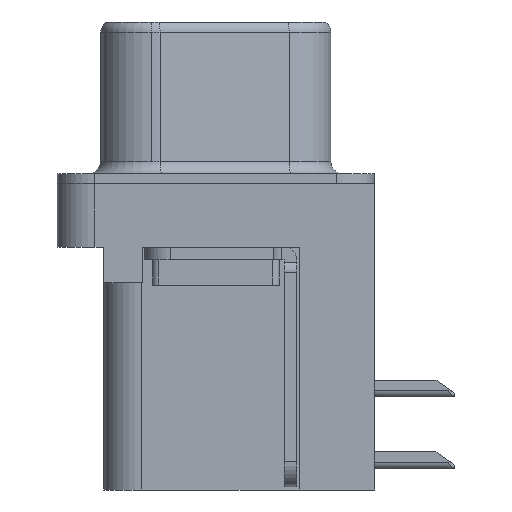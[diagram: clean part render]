
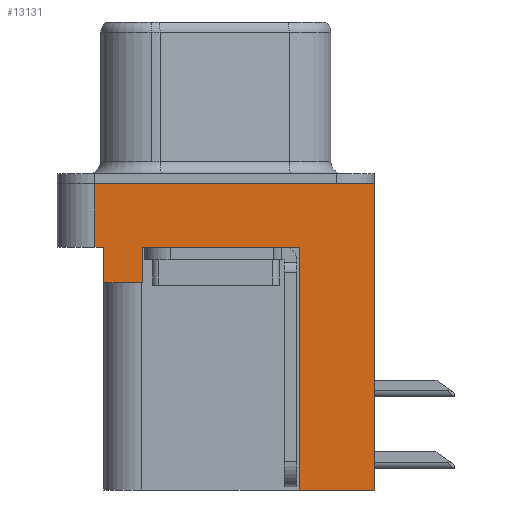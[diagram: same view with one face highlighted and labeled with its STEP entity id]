
A CAD part, left-side view. The second image highlights one B-rep face of the part: STEP entity #13131.
In plain terms, the highlighted planar face has unit normal (-1, 0, 0).
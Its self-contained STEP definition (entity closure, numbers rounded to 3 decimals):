
#117 = ORIENTED_EDGE ( 'NONE', *, *, #18808, .F. ) ;
#1127 = CARTESIAN_POINT ( 'NONE',  ( -2.935, 4.425, -3.9 ) ) ;
#1195 = LINE ( 'NONE', #11465, #13528 ) ;
#1313 = CARTESIAN_POINT ( 'NONE',  ( -2.935, 4.775, -2.5 ) ) ;
#1408 = DIRECTION ( 'NONE',  ( 0., 0., 1. ) ) ;
#1618 = FACE_OUTER_BOUND ( 'NONE', #16659, .T. ) ;
#1869 = LINE ( 'NONE', #13307, #6817 ) ;
#2317 = VERTEX_POINT ( 'NONE', #7519 ) ;
#2435 = ORIENTED_EDGE ( 'NONE', *, *, #4395, .T. ) ;
#2699 = EDGE_CURVE ( 'NONE', #5123, #8441, #11326, .T. ) ;
#2978 = DIRECTION ( 'NONE',  ( 0., -1., 0. ) ) ;
#3443 = CARTESIAN_POINT ( 'NONE',  ( -2.935, -6.275, -12.1 ) ) ;
#3651 = CARTESIAN_POINT ( 'NONE',  ( -2.935, 2.895, -3.9 ) ) ;
#3670 = EDGE_CURVE ( 'NONE', #10618, #2317, #12106, .T. ) ;
#3848 = VECTOR ( 'NONE', #10306, 1000. ) ;
#4195 = EDGE_CURVE ( 'NONE', #13385, #5123, #12736, .T. ) ;
#4395 = EDGE_CURVE ( 'NONE', #10618, #14560, #1869, .T. ) ;
#4538 = ORIENTED_EDGE ( 'NONE', *, *, #3670, .F. ) ;
#4542 = DIRECTION ( 'NONE',  ( 0., 0., 1. ) ) ;
#4867 = VERTEX_POINT ( 'NONE', #10631 ) ;
#5013 = LINE ( 'NONE', #15261, #5672 ) ;
#5123 = VERTEX_POINT ( 'NONE', #8606 ) ;
#5190 = DIRECTION ( 'NONE',  ( 0., -1., 0. ) ) ;
#5672 = VECTOR ( 'NONE', #5190, 1000. ) ;
#6125 = CARTESIAN_POINT ( 'NONE',  ( -2.935, -6.275, -2.5 ) ) ;
#6186 = ORIENTED_EDGE ( 'NONE', *, *, #4195, .F. ) ;
#6498 = VECTOR ( 'NONE', #6985, 1000. ) ;
#6817 = VECTOR ( 'NONE', #13587, 1000. ) ;
#6824 = VECTOR ( 'NONE', #8065, 1000. ) ;
#6961 = DIRECTION ( 'NONE',  ( 0., 1., 0. ) ) ;
#6985 = DIRECTION ( 'NONE',  ( 0., 0., 1. ) ) ;
#7043 = CARTESIAN_POINT ( 'NONE',  ( -2.935, -3.295, -2.5 ) ) ;
#7166 = ORIENTED_EDGE ( 'NONE', *, *, #13438, .F. ) ;
#7519 = CARTESIAN_POINT ( 'NONE',  ( -2.935, 4.425, -3.9 ) ) ;
#7977 = CARTESIAN_POINT ( 'NONE',  ( -2.935, -3.295, -12.1 ) ) ;
#8065 = DIRECTION ( 'NONE',  ( 0., -1., 0. ) ) ;
#8441 = VERTEX_POINT ( 'NONE', #18969 ) ;
#8486 = LINE ( 'NONE', #8678, #3848 ) ;
#8606 = CARTESIAN_POINT ( 'NONE',  ( -2.935, 4.775, 0. ) ) ;
#8674 = AXIS2_PLACEMENT_3D ( 'NONE', #6125, #9202, #13608 ) ;
#8678 = CARTESIAN_POINT ( 'NONE',  ( -2.935, -3.295, -12.1 ) ) ;
#8870 = DIRECTION ( 'NONE',  ( 0., 1., 0. ) ) ;
#8928 = ORIENTED_EDGE ( 'NONE', *, *, #17713, .T. ) ;
#9202 = DIRECTION ( 'NONE',  ( -1., 0., 0. ) ) ;
#9373 = CARTESIAN_POINT ( 'NONE',  ( -2.935, 2.895, -2.5 ) ) ;
#9855 = VECTOR ( 'NONE', #1408, 1000. ) ;
#10059 = LINE ( 'NONE', #1127, #9855 ) ;
#10203 = EDGE_CURVE ( 'NONE', #10552, #15532, #8486, .T. ) ;
#10306 = DIRECTION ( 'NONE',  ( 0., 0., 1. ) ) ;
#10309 = CARTESIAN_POINT ( 'NONE',  ( -2.935, 4.425, -3.9 ) ) ;
#10552 = VERTEX_POINT ( 'NONE', #7977 ) ;
#10618 = VERTEX_POINT ( 'NONE', #3651 ) ;
#10631 = CARTESIAN_POINT ( 'NONE',  ( -2.935, 4.425, -2.5 ) ) ;
#10724 = ORIENTED_EDGE ( 'NONE', *, *, #15672, .T. ) ;
#11326 = LINE ( 'NONE', #13232, #15407 ) ;
#11412 = LINE ( 'NONE', #17243, #6824 ) ;
#11465 = CARTESIAN_POINT ( 'NONE',  ( -2.935, -3.295, -12.1 ) ) ;
#11615 = VERTEX_POINT ( 'NONE', #3443 ) ;
#11890 = PLANE ( 'NONE',  #8674 ) ;
#11982 = ORIENTED_EDGE ( 'NONE', *, *, #2699, .F. ) ;
#12106 = LINE ( 'NONE', #10309, #12613 ) ;
#12613 = VECTOR ( 'NONE', #8870, 1000. ) ;
#12736 = LINE ( 'NONE', #1313, #6498 ) ;
#13131 = ADVANCED_FACE ( 'NONE', ( #1618 ), #11890, .T. ) ;
#13232 = CARTESIAN_POINT ( 'NONE',  ( -2.935, -6.275, 0. ) ) ;
#13307 = CARTESIAN_POINT ( 'NONE',  ( -2.935, 2.895, -3.9 ) ) ;
#13385 = VERTEX_POINT ( 'NONE', #14551 ) ;
#13438 = EDGE_CURVE ( 'NONE', #2317, #4867, #10059, .T. ) ;
#13528 = VECTOR ( 'NONE', #6961, 1000. ) ;
#13587 = DIRECTION ( 'NONE',  ( 0., 0., 1. ) ) ;
#13608 = DIRECTION ( 'NONE',  ( 0., 0., 1. ) ) ;
#14551 = CARTESIAN_POINT ( 'NONE',  ( -2.935, 4.775, -2.5 ) ) ;
#14560 = VERTEX_POINT ( 'NONE', #9373 ) ;
#14697 = LINE ( 'NONE', #17667, #18706 ) ;
#15261 = CARTESIAN_POINT ( 'NONE',  ( -2.935, -6.275, -2.5 ) ) ;
#15407 = VECTOR ( 'NONE', #2978, 1000. ) ;
#15532 = VERTEX_POINT ( 'NONE', #7043 ) ;
#15672 = EDGE_CURVE ( 'NONE', #11615, #8441, #14697, .T. ) ;
#16659 = EDGE_LOOP ( 'NONE', ( #11982, #6186, #8928, #7166, #4538, #2435, #17537, #18923, #117, #10724 ) ) ;
#17243 = CARTESIAN_POINT ( 'NONE',  ( -2.935, -6.275, -2.5 ) ) ;
#17537 = ORIENTED_EDGE ( 'NONE', *, *, #18966, .T. ) ;
#17667 = CARTESIAN_POINT ( 'NONE',  ( -2.935, -6.275, -2.5 ) ) ;
#17713 = EDGE_CURVE ( 'NONE', #13385, #4867, #11412, .T. ) ;
#18706 = VECTOR ( 'NONE', #4542, 1000. ) ;
#18808 = EDGE_CURVE ( 'NONE', #11615, #10552, #1195, .T. ) ;
#18923 = ORIENTED_EDGE ( 'NONE', *, *, #10203, .F. ) ;
#18966 = EDGE_CURVE ( 'NONE', #14560, #15532, #5013, .T. ) ;
#18969 = CARTESIAN_POINT ( 'NONE',  ( -2.935, -6.275, 0. ) ) ;
